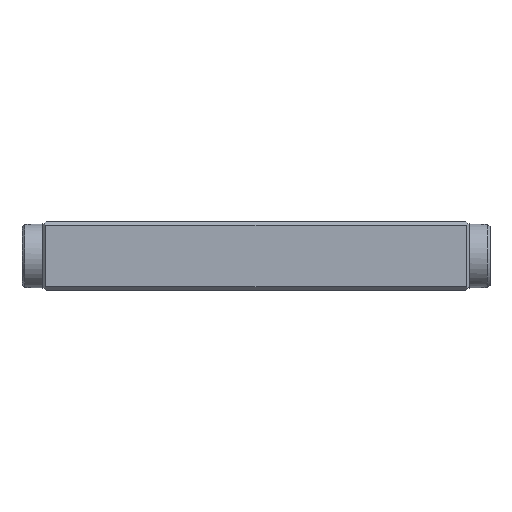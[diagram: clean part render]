
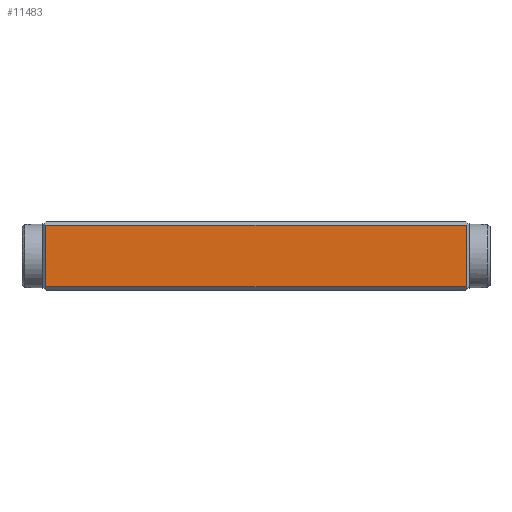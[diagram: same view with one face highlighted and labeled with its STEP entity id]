
A CAD part, front view. The second image highlights one B-rep face of the part: STEP entity #11483.
In plain terms, the highlighted planar face has unit normal (0, -1, 0).
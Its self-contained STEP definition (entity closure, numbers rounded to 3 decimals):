
#11483=ADVANCED_FACE('',(#14562),#13135,.T.);
#13135=PLANE('',#43916);
#14562=FACE_OUTER_BOUND('',#16507,.T.);
#16507=EDGE_LOOP('',(#21074,#21075,#21076,#21077));
#21074=ORIENTED_EDGE('',*,*,#32614,.T.);
#21075=ORIENTED_EDGE('',*,*,#32615,.T.);
#21076=ORIENTED_EDGE('',*,*,#32616,.T.);
#21077=ORIENTED_EDGE('',*,*,#32617,.T.);
#28882=VERTEX_POINT('',#56546);
#28883=VERTEX_POINT('',#56547);
#28884=VERTEX_POINT('',#56549);
#28885=VERTEX_POINT('',#56551);
#32614=EDGE_CURVE('',#28882,#28883,#36820,.T.);
#32615=EDGE_CURVE('',#28883,#28884,#36821,.T.);
#32616=EDGE_CURVE('',#28884,#28885,#36822,.T.);
#32617=EDGE_CURVE('',#28885,#28882,#36823,.T.);
#36820=LINE('',#56545,#40304);
#36821=LINE('',#56548,#40305);
#36822=LINE('',#56550,#40306);
#36823=LINE('',#56552,#40307);
#40304=VECTOR('',#48229,1.);
#40305=VECTOR('',#48230,1.);
#40306=VECTOR('',#48231,1.);
#40307=VECTOR('',#48232,1.);
#43916=AXIS2_PLACEMENT_3D('',#56553,#48233,#48234);
#48229=DIRECTION('',(-1.,0.,0.));
#48230=DIRECTION('',(0.,0.,-1.));
#48231=DIRECTION('',(1.,0.,0.));
#48232=DIRECTION('',(0.,0.,1.));
#48233=DIRECTION('',(0.,-1.,0.));
#48234=DIRECTION('',(0.,0.,-1.));
#56545=CARTESIAN_POINT('',(25.,0.,7.575));
#56546=CARTESIAN_POINT('',(49.6,0.,7.575));
#56547=CARTESIAN_POINT('',(0.4,0.,7.575));
#56548=CARTESIAN_POINT('',(0.4,0.,0.));
#56549=CARTESIAN_POINT('',(0.4,0.,0.425));
#56550=CARTESIAN_POINT('',(25.,0.,0.425));
#56551=CARTESIAN_POINT('',(49.6,0.,0.425));
#56552=CARTESIAN_POINT('',(49.6,0.,0.));
#56553=CARTESIAN_POINT('',(25.,0.,0.));
